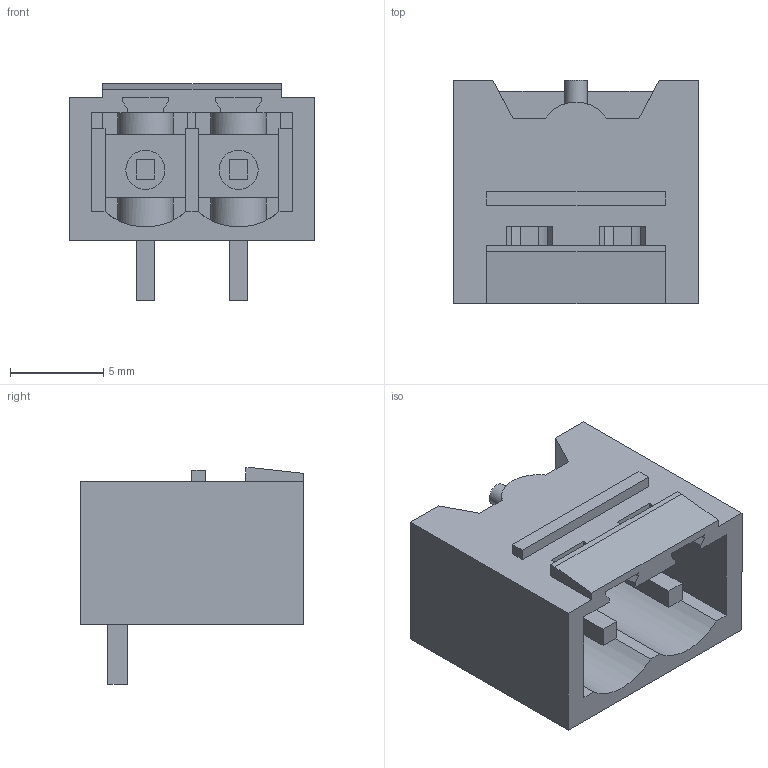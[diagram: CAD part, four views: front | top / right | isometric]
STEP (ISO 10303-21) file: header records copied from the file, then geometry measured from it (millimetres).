
FILE_DESCRIPTION(('CATIA V5 STEP Exchange','CAx-IF Rec.Pracs.--- Model Styling and Organization---1.2---2011-12-15'),'2;1');
FILE_NAME ('7592409_2_1840120000_1840120000.stp','2018-03-08T10:33:06+00:00',('none'),('Weidmueller'),'CATIA Version 5-6 Release 2014','CATIA V5 STEP AP214','none');
FILE_SCHEMA(('AUTOMOTIVE_DESIGN { 1 0 10303 214 1 1 1 1 }'));
Length unit declared in the file: millimetre
Products named in the file (1): 1840120000
Bounding box: 13.2 x 12 x 11.63 mm (x, y, z)
Volume: 608 mm3; surface area: 1273.3 mm2
Topology: 3 solids, 3 shells, 170 faces, 491 edges, 325 vertices
Faces by surface type: plane 146, cylinder 24
Entity records: 5344 total; most frequent: CARTESIAN_POINT 999, ORIENTED_EDGE 982, DIRECTION 746, EDGE_CURVE 491, VECTOR 422, LINE 422, VERTEX_POINT 325, AXIS2_PLACEMENT_3D 192
